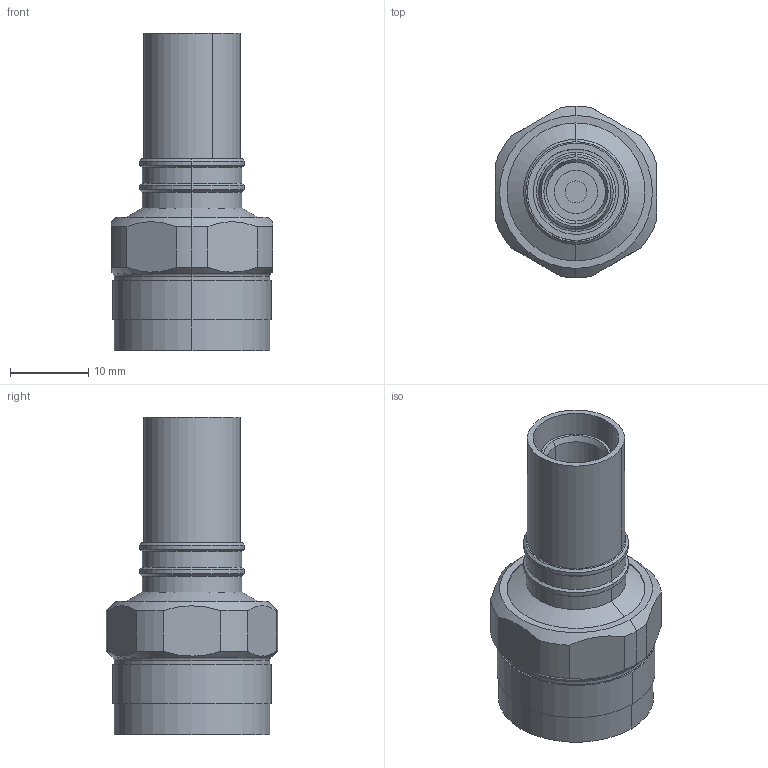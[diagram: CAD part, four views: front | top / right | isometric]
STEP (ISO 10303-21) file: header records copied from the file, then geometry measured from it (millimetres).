
FILE_DESCRIPTION (( 'STEP AP203' ), '1' );
FILE_NAME ('3190-2626(TC-400-NMH-X).STEP', '2017-06-28T02:10:54', ( '' ), ( '' ), 'SwSTEP 2.0', 'SolidWorks 2017', '' );
FILE_SCHEMA (( 'CONFIG_CONTROL_DESIGN' ));
Length unit declared in the file: millimetre
Products named in the file (1): 3190-2626(TC-400-NMH-X)
Bounding box: 20.6 x 21.85 x 40.5 mm (x, y, z)
Volume: 5611.4 mm3; surface area: 5210.7 mm2
Topology: 1 solids, 1 shells, 121 faces, 275 edges, 170 vertices
Faces by surface type: cylinder 49, plane 38, cone 28, torus 6
Entity records: 3590 total; most frequent: CARTESIAN_POINT 707, DIRECTION 643, ORIENTED_EDGE 550, EDGE_CURVE 275, AXIS2_PLACEMENT_3D 266, VERTEX_POINT 170, CIRCLE 144, EDGE_LOOP 135
